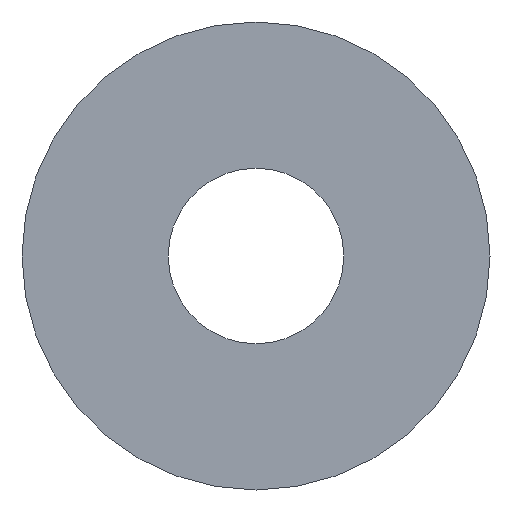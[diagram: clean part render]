
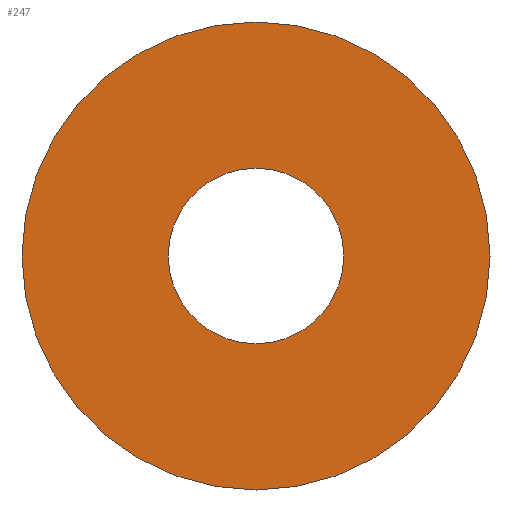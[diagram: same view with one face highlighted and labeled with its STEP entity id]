
A CAD part, front view. The second image highlights one B-rep face of the part: STEP entity #247.
In plain terms, the highlighted planar face has unit normal (0, -1, 0).
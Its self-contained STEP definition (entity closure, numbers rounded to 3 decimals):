
#12 = DIRECTION ( 'NONE',  ( 0., -1., 0. ) ) ;
#13 = EDGE_CURVE ( 'NONE', #140, #222, #37, .T. ) ;
#17 = EDGE_LOOP ( 'NONE', ( #213, #269 ) ) ;
#19 = DIRECTION ( 'NONE',  ( 0., 0., -1. ) ) ;
#37 = CIRCLE ( 'NONE', #192, 6. ) ;
#45 = VERTEX_POINT ( 'NONE', #67 ) ;
#46 = AXIS2_PLACEMENT_3D ( 'NONE', #65, #73, #82 ) ;
#53 = EDGE_CURVE ( 'NONE', #56, #45, #257, .T. ) ;
#54 = CARTESIAN_POINT ( 'NONE',  ( 0., 0., 6. ) ) ;
#56 = VERTEX_POINT ( 'NONE', #98 ) ;
#65 = CARTESIAN_POINT ( 'NONE',  ( 0., 0., 0. ) ) ;
#66 = FACE_BOUND ( 'NONE', #17, .T. ) ;
#67 = CARTESIAN_POINT ( 'NONE',  ( 0., 0., 2.25 ) ) ;
#68 = DIRECTION ( 'NONE',  ( 0., -1., 0. ) ) ;
#73 = DIRECTION ( 'NONE',  ( 0., -1., 0. ) ) ;
#77 = CARTESIAN_POINT ( 'NONE',  ( 0., 0., -6. ) ) ;
#78 = CARTESIAN_POINT ( 'NONE',  ( 2.25, 0., 0. ) ) ;
#82 = DIRECTION ( 'NONE',  ( 0., 0., -1. ) ) ;
#83 = DIRECTION ( 'NONE',  ( 0., 0., -1. ) ) ;
#85 = CIRCLE ( 'NONE', #152, 2.25 ) ;
#98 = CARTESIAN_POINT ( 'NONE',  ( 0., 0., -2.25 ) ) ;
#116 = CARTESIAN_POINT ( 'NONE',  ( 0., 0., 0. ) ) ;
#133 = DIRECTION ( 'NONE',  ( 0., -1., 0. ) ) ;
#137 = FACE_OUTER_BOUND ( 'NONE', #176, .T. ) ;
#138 = DIRECTION ( 'NONE',  ( 0., 0., -1. ) ) ;
#140 = VERTEX_POINT ( 'NONE', #54 ) ;
#141 = CARTESIAN_POINT ( 'NONE',  ( 0., 0., 0. ) ) ;
#150 = CARTESIAN_POINT ( 'NONE',  ( 0., 0., 0. ) ) ;
#152 = AXIS2_PLACEMENT_3D ( 'NONE', #141, #228, #83 ) ;
#173 = AXIS2_PLACEMENT_3D ( 'NONE', #78, #133, #191 ) ;
#176 = EDGE_LOOP ( 'NONE', ( #234, #183 ) ) ;
#183 = ORIENTED_EDGE ( 'NONE', *, *, #13, .T. ) ;
#191 = DIRECTION ( 'NONE',  ( 0., 0., -1. ) ) ;
#192 = AXIS2_PLACEMENT_3D ( 'NONE', #116, #12, #19 ) ;
#200 = PLANE ( 'NONE',  #173 ) ;
#208 = AXIS2_PLACEMENT_3D ( 'NONE', #150, #68, #138 ) ;
#213 = ORIENTED_EDGE ( 'NONE', *, *, #53, .F. ) ;
#222 = VERTEX_POINT ( 'NONE', #77 ) ;
#228 = DIRECTION ( 'NONE',  ( 0., -1., 0. ) ) ;
#234 = ORIENTED_EDGE ( 'NONE', *, *, #267, .T. ) ;
#242 = CIRCLE ( 'NONE', #208, 6. ) ;
#246 = EDGE_CURVE ( 'NONE', #45, #56, #85, .T. ) ;
#247 = ADVANCED_FACE ( 'NONE', ( #137, #66 ), #200, .T. ) ;
#257 = CIRCLE ( 'NONE', #46, 2.25 ) ;
#267 = EDGE_CURVE ( 'NONE', #222, #140, #242, .T. ) ;
#269 = ORIENTED_EDGE ( 'NONE', *, *, #246, .F. ) ;
